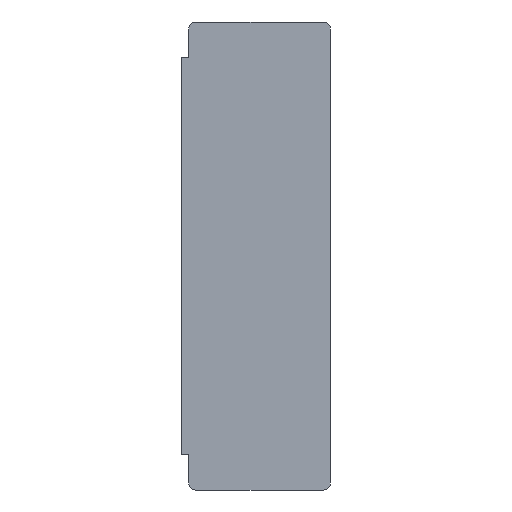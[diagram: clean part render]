
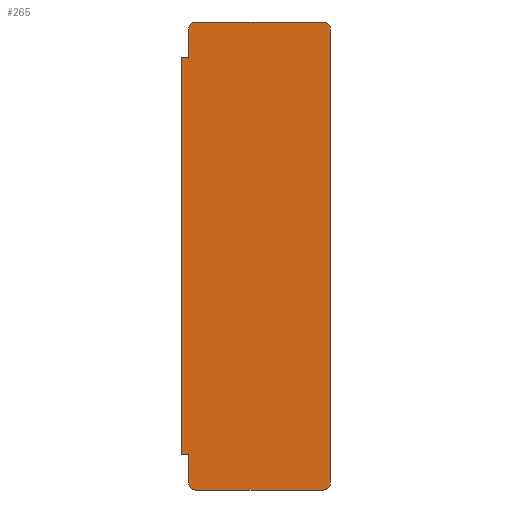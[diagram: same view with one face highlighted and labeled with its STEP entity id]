
A CAD part, left-side view. The second image highlights one B-rep face of the part: STEP entity #265.
In plain terms, the highlighted planar face has unit normal (-1, 0, 0).
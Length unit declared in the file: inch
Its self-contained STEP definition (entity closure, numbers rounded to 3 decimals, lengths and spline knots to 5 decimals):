
#16=CIRCLE('',#293,0.125);
#18=CIRCLE('',#297,0.125);
#20=CIRCLE('',#301,0.125);
#22=CIRCLE('',#305,0.125);
#39=FACE_OUTER_BOUND('',#53,.T.);
#53=EDGE_LOOP('',(#219,#220,#221,#222,#223,#224,#225,#226,#227,#228,#229,
#230));
#57=LINE('',#391,#85);
#61=LINE('',#398,#89);
#64=LINE('',#404,#92);
#67=LINE('',#410,#95);
#71=LINE('',#422,#99);
#75=LINE('',#434,#103);
#79=LINE('',#446,#107);
#82=LINE('',#455,#110);
#85=VECTOR('',#315,0.3937);
#89=VECTOR('',#321,0.3937);
#92=VECTOR('',#326,0.3937);
#95=VECTOR('',#331,0.3937);
#99=VECTOR('',#343,0.3937);
#103=VECTOR('',#355,0.3937);
#107=VECTOR('',#367,0.3937);
#110=VECTOR('',#378,0.3937);
#113=VERTEX_POINT('',#388);
#114=VERTEX_POINT('',#390);
#116=VERTEX_POINT('',#396);
#118=VERTEX_POINT('',#402);
#120=VERTEX_POINT('',#408);
#122=VERTEX_POINT('',#414);
#124=VERTEX_POINT('',#420);
#126=VERTEX_POINT('',#426);
#128=VERTEX_POINT('',#432);
#130=VERTEX_POINT('',#438);
#132=VERTEX_POINT('',#444);
#134=VERTEX_POINT('',#450);
#137=EDGE_CURVE('',#113,#114,#57,.T.);
#141=EDGE_CURVE('',#116,#113,#61,.T.);
#144=EDGE_CURVE('',#118,#116,#64,.T.);
#147=EDGE_CURVE('',#120,#118,#67,.T.);
#150=EDGE_CURVE('',#122,#120,#16,.T.);
#153=EDGE_CURVE('',#124,#122,#71,.T.);
#156=EDGE_CURVE('',#126,#124,#18,.T.);
#159=EDGE_CURVE('',#128,#126,#75,.T.);
#162=EDGE_CURVE('',#130,#128,#20,.T.);
#165=EDGE_CURVE('',#132,#130,#79,.T.);
#168=EDGE_CURVE('',#134,#132,#22,.T.);
#170=EDGE_CURVE('',#114,#134,#82,.T.);
#219=ORIENTED_EDGE('',*,*,#170,.F.);
#220=ORIENTED_EDGE('',*,*,#137,.F.);
#221=ORIENTED_EDGE('',*,*,#141,.F.);
#222=ORIENTED_EDGE('',*,*,#144,.F.);
#223=ORIENTED_EDGE('',*,*,#147,.F.);
#224=ORIENTED_EDGE('',*,*,#150,.F.);
#225=ORIENTED_EDGE('',*,*,#153,.F.);
#226=ORIENTED_EDGE('',*,*,#156,.F.);
#227=ORIENTED_EDGE('',*,*,#159,.F.);
#228=ORIENTED_EDGE('',*,*,#162,.F.);
#229=ORIENTED_EDGE('',*,*,#165,.F.);
#230=ORIENTED_EDGE('',*,*,#168,.F.);
#251=PLANE('',#307);
#265=ADVANCED_FACE('',(#39),#251,.F.);
#293=AXIS2_PLACEMENT_3D('',#416,#337,#338);
#297=AXIS2_PLACEMENT_3D('',#428,#349,#350);
#301=AXIS2_PLACEMENT_3D('',#440,#361,#362);
#305=AXIS2_PLACEMENT_3D('',#452,#373,#374);
#307=AXIS2_PLACEMENT_3D('',#456,#379,#380);
#315=DIRECTION('',(0.,-1.,0.));
#321=DIRECTION('',(0.,0.,1.));
#326=DIRECTION('',(0.,1.,0.));
#331=DIRECTION('',(0.,0.,1.));
#337=DIRECTION('center_axis',(1.,0.,0.));
#338=DIRECTION('ref_axis',(0.,0.,-1.));
#343=DIRECTION('',(0.,1.,0.));
#349=DIRECTION('center_axis',(1.,0.,0.));
#350=DIRECTION('ref_axis',(0.,-1.,0.));
#355=DIRECTION('',(0.,0.,-1.));
#361=DIRECTION('center_axis',(1.,0.,0.));
#362=DIRECTION('ref_axis',(0.,0.,1.));
#367=DIRECTION('',(0.,-1.,0.));
#373=DIRECTION('center_axis',(1.,0.,0.));
#374=DIRECTION('ref_axis',(0.,1.,0.));
#378=DIRECTION('',(0.,0.,1.));
#379=DIRECTION('center_axis',(1.,0.,0.));
#380=DIRECTION('ref_axis',(0.,0.,-1.));
#388=CARTESIAN_POINT('',(0.,2.625,-0.625));
#390=CARTESIAN_POINT('',(0.,2.5,-0.625));
#391=CARTESIAN_POINT('',(0.,2.625,-0.625));
#396=CARTESIAN_POINT('',(0.,2.625,-7.625));
#398=CARTESIAN_POINT('',(0.,2.625,-7.625));
#402=CARTESIAN_POINT('',(0.,2.5,-7.625));
#404=CARTESIAN_POINT('',(0.,2.5,-7.625));
#408=CARTESIAN_POINT('',(0.,2.5,-8.125));
#410=CARTESIAN_POINT('',(0.,2.5,-8.125));
#414=CARTESIAN_POINT('',(0.,2.375,-8.25));
#416=CARTESIAN_POINT('Origin',(0.,2.375,-8.125));
#420=CARTESIAN_POINT('',(0.,0.125,-8.25));
#422=CARTESIAN_POINT('',(0.,0.125,-8.25));
#426=CARTESIAN_POINT('',(0.,0.,-8.125));
#428=CARTESIAN_POINT('Origin',(0.,0.125,-8.125));
#432=CARTESIAN_POINT('',(0.,0.,-0.125));
#434=CARTESIAN_POINT('',(0.,0.,-0.125));
#438=CARTESIAN_POINT('',(0.,0.125,0.));
#440=CARTESIAN_POINT('Origin',(0.,0.125,-0.125));
#444=CARTESIAN_POINT('',(0.,2.375,0.));
#446=CARTESIAN_POINT('',(0.,2.375,0.));
#450=CARTESIAN_POINT('',(0.,2.5,-0.125));
#452=CARTESIAN_POINT('Origin',(0.,2.375,-0.125));
#455=CARTESIAN_POINT('',(0.,2.5,-0.625));
#456=CARTESIAN_POINT('Origin',(0.,1.30587,-4.125));
